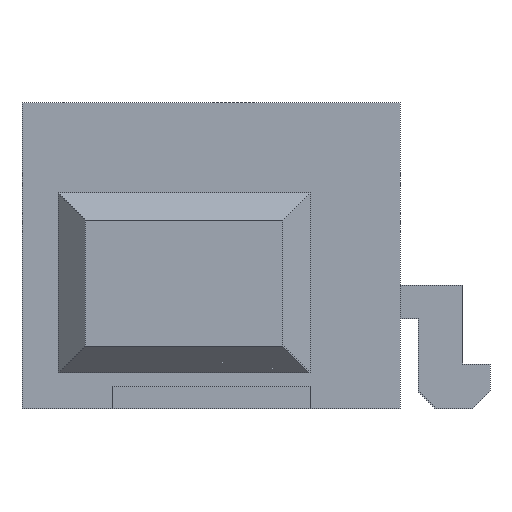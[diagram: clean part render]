
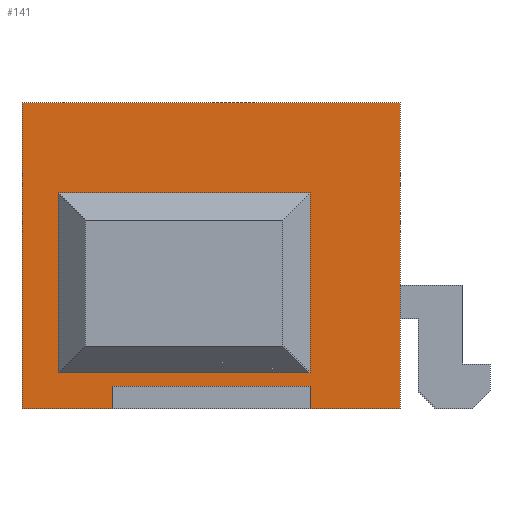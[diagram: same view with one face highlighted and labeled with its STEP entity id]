
A CAD part, front view. The second image highlights one B-rep face of the part: STEP entity #141.
In plain terms, the highlighted planar face has unit normal (0, -1, 0).
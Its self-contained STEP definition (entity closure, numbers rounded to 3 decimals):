
#13=DIRECTION('',(0.,0.,1.));
#14=DIRECTION('',(1.,0.,0.));
#67=VERTEX_POINT('',#68);
#68=CARTESIAN_POINT('',(-1.7,-9.625,2.4));
#72=DIRECTION('',(0.,1.,0.));
#78=VECTOR('',#14,1.);
#81=VERTEX_POINT('',#82);
#82=CARTESIAN_POINT('',(1.1,-9.625,2.4));
#85=ORIENTED_EDGE('',*,*,#86,.F.);
#86=EDGE_CURVE('',#67,#81,#87,.T.);
#87=LINE('',#88,#78);
#88=CARTESIAN_POINT('',(-1.9,-9.625,2.4));
#99=VECTOR('',#13,1.);
#102=VERTEX_POINT('',#103);
#103=CARTESIAN_POINT('',(-1.7,-9.625,0.4));
#107=EDGE_CURVE('',#67,#102,#108,.T.);
#108=LINE('',#109,#110);
#109=CARTESIAN_POINT('',(-1.7,-9.625,0.2));
#110=VECTOR('',#111,1.);
#111=DIRECTION('',(0.,0.,-1.));
#141=ADVANCED_FACE('',(#142,#164),#177,.F.);
#142=FACE_BOUND('',#143,.F.);
#143=EDGE_LOOP('',(#144,#151,#156,#161));
#144=ORIENTED_EDGE('',*,*,#145,.F.);
#145=EDGE_CURVE('',#146,#148,#150,.T.);
#146=VERTEX_POINT('',#147);
#147=CARTESIAN_POINT('',(-2.1,-9.625,0.));
#148=VERTEX_POINT('',#149);
#149=CARTESIAN_POINT('',(2.1,-9.625,0.));
#150=LINE('',#147,#78);
#151=ORIENTED_EDGE('',*,*,#152,.T.);
#152=EDGE_CURVE('',#146,#153,#155,.T.);
#153=VERTEX_POINT('',#154);
#154=CARTESIAN_POINT('',(-2.1,-9.625,3.4));
#155=LINE('',#147,#99);
#156=ORIENTED_EDGE('',*,*,#157,.T.);
#157=EDGE_CURVE('',#153,#158,#160,.T.);
#158=VERTEX_POINT('',#159);
#159=CARTESIAN_POINT('',(2.1,-9.625,3.4));
#160=LINE('',#154,#78);
#161=ORIENTED_EDGE('',*,*,#162,.F.);
#162=EDGE_CURVE('',#148,#158,#163,.T.);
#163=LINE('',#149,#99);
#164=FACE_BOUND('',#165,.F.);
#165=EDGE_LOOP('',(#85,#166,#167,#173));
#166=ORIENTED_EDGE('',*,*,#107,.T.);
#167=ORIENTED_EDGE('',*,*,#168,.T.);
#168=EDGE_CURVE('',#102,#169,#171,.T.);
#169=VERTEX_POINT('',#170);
#170=CARTESIAN_POINT('',(1.1,-9.625,0.4));
#171=LINE('',#172,#78);
#172=CARTESIAN_POINT('',(-1.9,-9.625,0.4));
#173=ORIENTED_EDGE('',*,*,#174,.F.);
#174=EDGE_CURVE('',#81,#169,#175,.T.);
#175=LINE('',#176,#110);
#176=CARTESIAN_POINT('',(1.1,-9.625,0.2));
#177=PLANE('',#178);
#178=AXIS2_PLACEMENT_3D('',#147,#72,#13);
